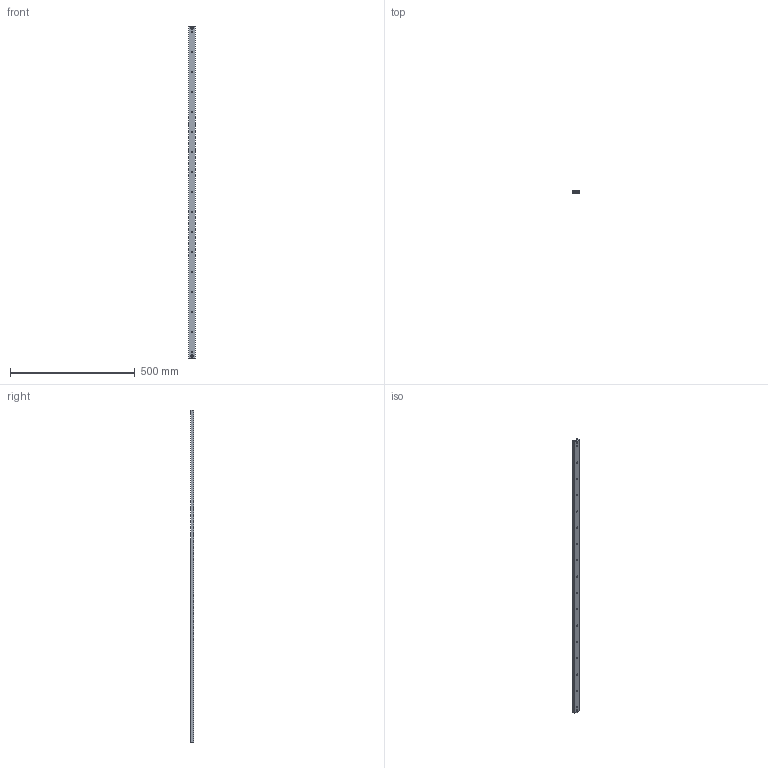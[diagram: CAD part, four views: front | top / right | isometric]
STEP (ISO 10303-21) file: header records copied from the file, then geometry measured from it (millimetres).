
FILE_DESCRIPTION((''),'2;1');
FILE_NAME('LCE 28H-1330-0290.stp','2011-02-28T12:16:42',('MKoza'),(''),'Autodesk Inventor 2009','Autodesk Inventor 2009','');
FILE_SCHEMA(('AUTOMOTIVE_DESIGN { 1 0 10303 214 1 1 1 1 }'));
Length unit declared in the file: millimetre
Products named in the file (5): LCE 28H; LCE 28H-0210; KF.LCE 28H; LLO 28H; + SC M10x0,75x3,2
Assembly tree (5 placements, depth 2):
  LCE 28H
    LCE 28H-0210
    KF.LCE 28H
    LLO 28H
    + SC M10x0,75x3,2  x2
Bounding box: 28 x 12.9 x 1330 mm (x, y, z)
Volume: 268626.9 mm3; surface area: 191038.6 mm2
Topology: 6 solids, 6 shells, 175 faces, 462 edges, 301 vertices
Faces by surface type: plane 70, bspline 54, cylinder 39, cone 6, torus 6
Full cylindrical faces by diameter (mm): 10 x2, 12 x2
Entity records: 5765 total; most frequent: CARTESIAN_POINT 1791, DIRECTION 761, ORIENTED_EDGE 730, EDGE_CURVE 365, EDGE_LOOP 291, AXIS2_PLACEMENT_3D 286, VERTEX_POINT 276, VECTOR 189
